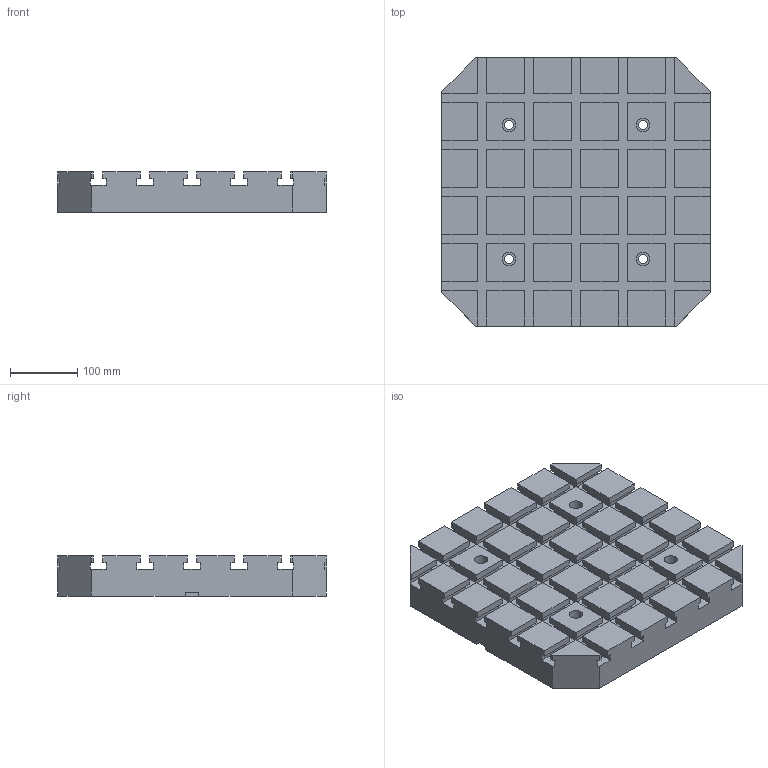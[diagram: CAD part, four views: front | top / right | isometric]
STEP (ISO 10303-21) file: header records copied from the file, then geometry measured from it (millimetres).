
FILE_DESCRIPTION(('STEP AP214'),'1');
FILE_NAME('halderv_eh_1200_700.stp','2014-06-18T11:44:54',('TraceParts'),('TraceParts S.A.'),'XStep 1.0',' ',' ');
FILE_SCHEMA(('automotive_design'));
Length unit declared in the file: millimetre
Products named in the file (1): 1
Bounding box: 400 x 400 x 60 mm (x, y, z)
Volume: 7863478.9 mm3; surface area: 590959.7 mm2
Topology: 1 solids, 1 shells, 364 faces, 972 edges, 648 vertices
Faces by surface type: plane 344, cylinder 20
Entity records: 22180 total; most frequent: CARTESIAN_POINT 1985, STYLED_ITEM 1984, PRESENTATION_STYLE_ASSIGNMENT 1984, COLOUR_RGB 1984, ORIENTED_EDGE 1944, DIRECTION 1742, EDGE_CURVE 972, CURVE_STYLE 972
